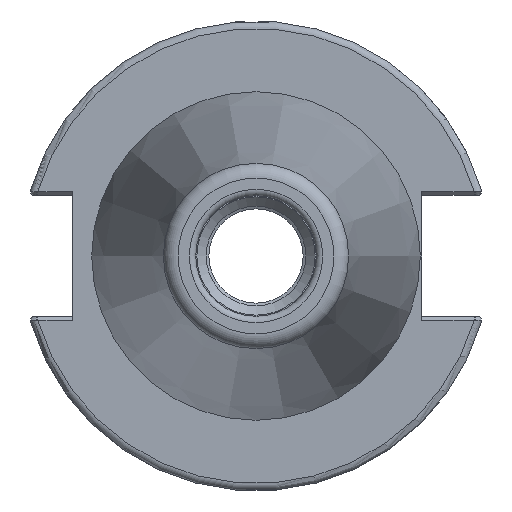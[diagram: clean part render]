
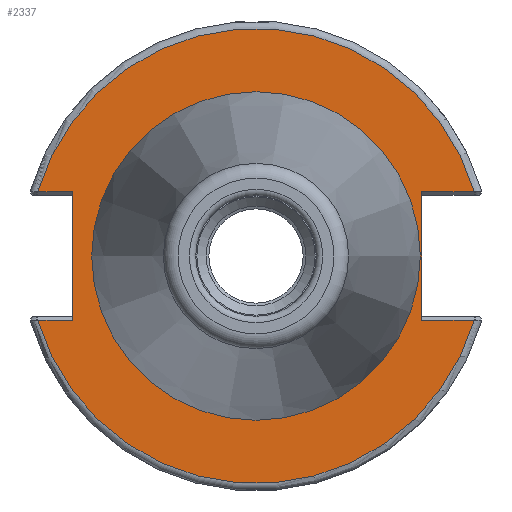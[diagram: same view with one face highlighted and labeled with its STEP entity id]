
A CAD part, left-side view. The second image highlights one B-rep face of the part: STEP entity #2337.
In plain terms, the highlighted planar face has unit normal (-1, 0, 0).
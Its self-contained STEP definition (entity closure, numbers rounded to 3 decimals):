
#112=FACE_BOUND('',#372,.T.);
#127=PLANE('',#2532);
#237=FACE_OUTER_BOUND('',#371,.T.);
#371=EDGE_LOOP('',(#1673,#1674,#1675,#1676,#1677,#1678,#1679,#1680));
#372=EDGE_LOOP('',(#1681,#1682));
#502=LINE('',#3655,#630);
#504=LINE('',#3723,#632);
#505=LINE('',#3725,#633);
#506=LINE('',#3729,#634);
#507=LINE('',#3731,#635);
#508=LINE('',#3732,#636);
#630=VECTOR('',#2887,10.);
#632=VECTOR('',#2905,10.);
#633=VECTOR('',#2906,10.);
#634=VECTOR('',#2909,10.);
#635=VECTOR('',#2910,10.);
#636=VECTOR('',#2911,10.);
#788=CIRCLE('',#2531,30.775);
#789=CIRCLE('',#2533,30.775);
#790=CIRCLE('',#2534,22.225);
#791=CIRCLE('',#2535,22.225);
#958=VERTEX_POINT('',#3648);
#961=VERTEX_POINT('',#3653);
#967=VERTEX_POINT('',#3701);
#969=VERTEX_POINT('',#3722);
#970=VERTEX_POINT('',#3724);
#971=VERTEX_POINT('',#3726);
#972=VERTEX_POINT('',#3728);
#973=VERTEX_POINT('',#3730);
#974=VERTEX_POINT('',#3733);
#975=VERTEX_POINT('',#3734);
#1231=EDGE_CURVE('',#961,#958,#502,.T.);
#1241=EDGE_CURVE('',#958,#967,#788,.T.);
#1244=EDGE_CURVE('',#961,#969,#504,.T.);
#1245=EDGE_CURVE('',#970,#969,#505,.T.);
#1246=EDGE_CURVE('',#971,#970,#789,.T.);
#1247=EDGE_CURVE('',#972,#971,#506,.T.);
#1248=EDGE_CURVE('',#972,#973,#507,.T.);
#1249=EDGE_CURVE('',#967,#973,#508,.T.);
#1250=EDGE_CURVE('',#974,#975,#790,.T.);
#1251=EDGE_CURVE('',#975,#974,#791,.T.);
#1673=ORIENTED_EDGE('',*,*,#1231,.F.);
#1674=ORIENTED_EDGE('',*,*,#1244,.T.);
#1675=ORIENTED_EDGE('',*,*,#1245,.F.);
#1676=ORIENTED_EDGE('',*,*,#1246,.F.);
#1677=ORIENTED_EDGE('',*,*,#1247,.F.);
#1678=ORIENTED_EDGE('',*,*,#1248,.T.);
#1679=ORIENTED_EDGE('',*,*,#1249,.F.);
#1680=ORIENTED_EDGE('',*,*,#1241,.F.);
#1681=ORIENTED_EDGE('',*,*,#1250,.T.);
#1682=ORIENTED_EDGE('',*,*,#1251,.T.);
#2337=ADVANCED_FACE('',(#237,#112),#127,.T.);
#2531=AXIS2_PLACEMENT_3D('',#3702,#2901,#2902);
#2532=AXIS2_PLACEMENT_3D('',#3721,#2903,#2904);
#2533=AXIS2_PLACEMENT_3D('',#3727,#2907,#2908);
#2534=AXIS2_PLACEMENT_3D('',#3735,#2912,#2913);
#2535=AXIS2_PLACEMENT_3D('',#3736,#2914,#2915);
#2887=DIRECTION('',(0.,-1.,0.));
#2901=DIRECTION('center_axis',(1.,0.,0.));
#2902=DIRECTION('ref_axis',(0.,0.,-1.));
#2903=DIRECTION('center_axis',(-1.,0.,0.));
#2904=DIRECTION('ref_axis',(0.,0.,1.));
#2905=DIRECTION('',(0.,0.,1.));
#2906=DIRECTION('',(0.,1.,0.));
#2907=DIRECTION('center_axis',(1.,0.,0.));
#2908=DIRECTION('ref_axis',(0.,0.,-1.));
#2909=DIRECTION('',(0.,1.,0.));
#2910=DIRECTION('',(0.,0.,-1.));
#2911=DIRECTION('',(0.,-1.,0.));
#2912=DIRECTION('center_axis',(1.,0.,0.));
#2913=DIRECTION('ref_axis',(0.,0.,-1.));
#2914=DIRECTION('center_axis',(1.,0.,0.));
#2915=DIRECTION('ref_axis',(0.,0.,-1.));
#3648=CARTESIAN_POINT('',(3.175,-29.523,-8.69));
#3653=CARTESIAN_POINT('',(3.175,-22.41,-8.69));
#3655=CARTESIAN_POINT('',(3.175,-4.878,-8.69));
#3701=CARTESIAN_POINT('',(3.175,29.523,-8.69));
#3702=CARTESIAN_POINT('Origin',(3.175,0.,
0.));
#3721=CARTESIAN_POINT('Origin',(3.175,30.775,0.));
#3722=CARTESIAN_POINT('',(3.175,-22.41,8.69));
#3723=CARTESIAN_POINT('',(3.175,-22.41,-4.095));
#3724=CARTESIAN_POINT('',(3.175,-29.523,8.69));
#3725=CARTESIAN_POINT('',(3.175,4.182,8.69));
#3726=CARTESIAN_POINT('',(3.175,29.523,8.69));
#3727=CARTESIAN_POINT('Origin',(3.175,0.,
0.));
#3728=CARTESIAN_POINT('',(3.175,24.8,8.69));
#3729=CARTESIAN_POINT('',(3.175,32.958,8.69));
#3730=CARTESIAN_POINT('',(3.175,24.8,-8.69));
#3731=CARTESIAN_POINT('',(3.175,24.8,4.095));
#3732=CARTESIAN_POINT('',(3.175,27.788,-8.69));
#3733=CARTESIAN_POINT('',(3.175,22.225,0.));
#3734=CARTESIAN_POINT('',(3.175,-22.225,0.));
#3735=CARTESIAN_POINT('Origin',(3.175,0.,
0.));
#3736=CARTESIAN_POINT('Origin',(3.175,0.,
0.));
